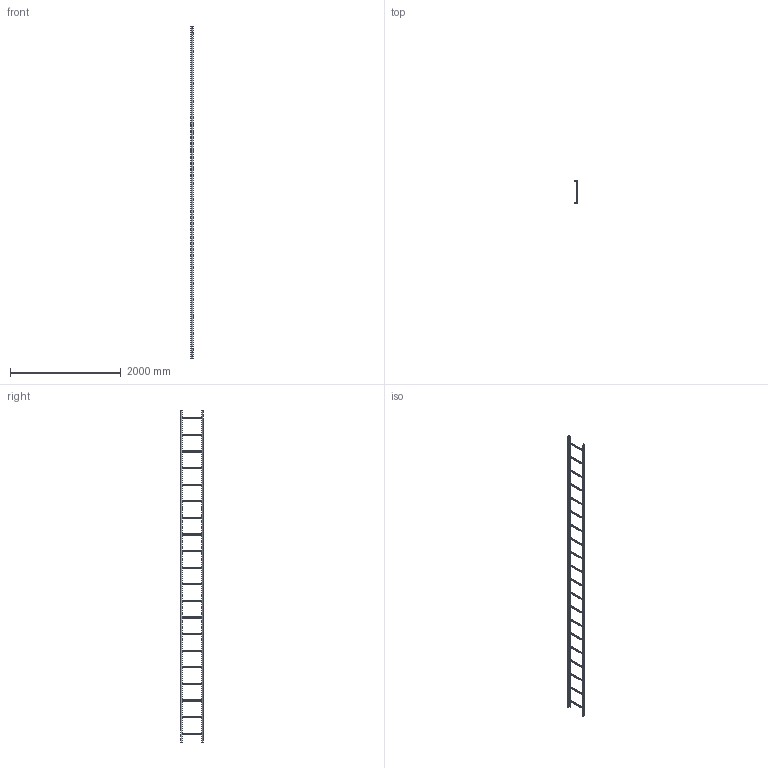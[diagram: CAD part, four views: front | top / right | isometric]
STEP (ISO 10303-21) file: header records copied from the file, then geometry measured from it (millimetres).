
FILE_DESCRIPTION((''),'2;1');
FILE_NAME('6200583_REFERENZ_ASM','2012-12-14T',('AndreasKeweloh'),(''),'PRO/ENGINEER BY PARAMETRIC TECHNOLOGY CORPORATION, 2012230','PRO/ENGINEER BY PARAMETRIC TECHNOLOGY CORPORATION, 2012230','');
FILE_SCHEMA(('CONFIG_CONTROL_DESIGN'));
Length unit declared in the file: millimetre
Products named in the file (3): 6200583_L_6000; 6200_NORMALSPRO; 6200583_REFERENZ_ASM
Assembly tree (22 placements, depth 2):
  6200583_REFERENZ_ASM
    6200583_L_6000  x2
    6200_NORMALSPRO  x20
Bounding box: 45 x 400 x 6000 mm (x, y, z)
Volume: 1707403.7 mm3; surface area: 2787097 mm2
Topology: 22 solids, 22 shells, 580 faces, 1576 edges, 1040 vertices
Faces by surface type: plane 364, cylinder 216
Entity records: 3206 total; most frequent: CARTESIAN_POINT 763, ORIENTED_EDGE 496, DIRECTION 440, EDGE_CURVE 248, VERTEX_POINT 160, VECTOR 158, LINE 158, AXIS2_PLACEMENT_3D 141
